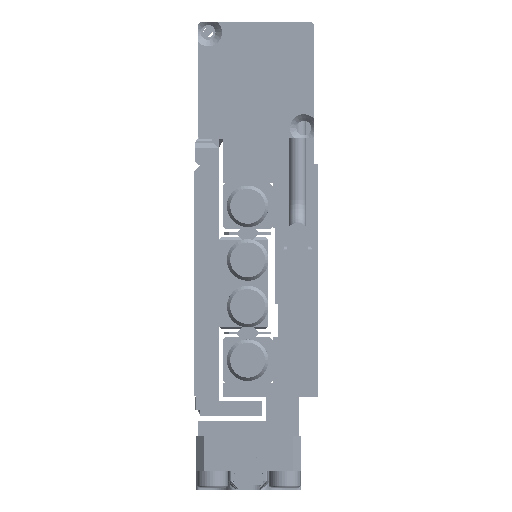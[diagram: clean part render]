
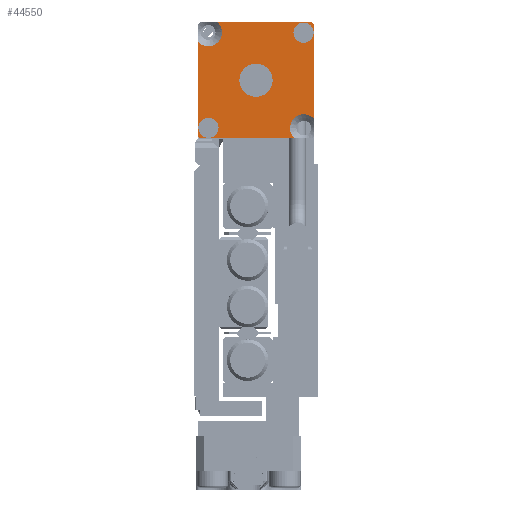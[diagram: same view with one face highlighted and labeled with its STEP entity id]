
A CAD part, left-side view. The second image highlights one B-rep face of the part: STEP entity #44550.
In plain terms, the highlighted face is planar.
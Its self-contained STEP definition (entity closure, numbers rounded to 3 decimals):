
#238 = LINE ( 'NONE', #38821, #48879 ) ;
#369 = VERTEX_POINT ( 'NONE', #19422 ) ;
#563 = LINE ( 'NONE', #39458, #5430 ) ;
#659 = DIRECTION ( 'NONE',  ( 1., 0., 0. ) ) ;
#946 = EDGE_CURVE ( 'NONE', #13720, #52066, #18885, .T. ) ;
#1487 = ORIENTED_EDGE ( 'NONE', *, *, #23980, .F. ) ;
#1687 = VERTEX_POINT ( 'NONE', #9076 ) ;
#3939 = EDGE_CURVE ( 'NONE', #48640, #36075, #35403, .T. ) ;
#4383 = EDGE_CURVE ( 'NONE', #11030, #27931, #238, .T. ) ;
#4875 = CARTESIAN_POINT ( 'NONE',  ( 11.086, -12.75, 30. ) ) ;
#5071 = CARTESIAN_POINT ( 'NONE',  ( 2.499, -12.714, 30. ) ) ;
#5108 = DIRECTION ( 'NONE',  ( 1., 0., 0. ) ) ;
#5321 = ORIENTED_EDGE ( 'NONE', *, *, #3939, .F. ) ;
#5430 = VECTOR ( 'NONE', #40093, 1000. ) ;
#6161 = DIRECTION ( 'NONE',  ( 0., 0., 1. ) ) ;
#6576 = CIRCLE ( 'NONE', #11749, 1.664 ) ;
#7438 = CIRCLE ( 'NONE', #51902, 2. ) ;
#7632 = DIRECTION ( 'NONE',  ( 1., 0., 0. ) ) ;
#8853 = AXIS2_PLACEMENT_3D ( 'NONE', #18505, #38253, #37934 ) ;
#9076 = CARTESIAN_POINT ( 'NONE',  ( 2.914, -1.25, 30. ) ) ;
#9488 = DIRECTION ( 'NONE',  ( 0., 0., 1. ) ) ;
#10049 = CARTESIAN_POINT ( 'NONE',  ( 12.75, -12.75, 30. ) ) ;
#10062 = CARTESIAN_POINT ( 'NONE',  ( 1.25, -1.25, 30. ) ) ;
#10204 = EDGE_CURVE ( 'NONE', #1687, #27931, #6576, .T. ) ;
#10467 = CARTESIAN_POINT ( 'NONE',  ( 0., -13.5, 30. ) ) ;
#10597 = ORIENTED_EDGE ( 'NONE', *, *, #56930, .F. ) ;
#11030 = VERTEX_POINT ( 'NONE', #43837 ) ;
#11509 = CARTESIAN_POINT ( 'NONE',  ( 0.073, -12.714, 30. ) ) ;
#11519 = DIRECTION ( 'NONE',  ( 0., 0., -1. ) ) ;
#11749 = AXIS2_PLACEMENT_3D ( 'NONE', #23967, #58608, #14250 ) ;
#13388 = EDGE_CURVE ( 'NONE', #51226, #19777, #58362, .T. ) ;
#13720 = VERTEX_POINT ( 'NONE', #5071 ) ;
#13840 = CARTESIAN_POINT ( 'NONE',  ( 7., -7., 30. ) ) ;
#13999 = CARTESIAN_POINT ( 'NONE',  ( 14., 0., 30. ) ) ;
#14171 = PLANE ( 'NONE',  #21206 ) ;
#14250 = DIRECTION ( 'NONE',  ( 1., 0., 0. ) ) ;
#14345 = CARTESIAN_POINT ( 'NONE',  ( 7., -7., 30. ) ) ;
#14946 = VERTEX_POINT ( 'NONE', #30430 ) ;
#15208 = ORIENTED_EDGE ( 'NONE', *, *, #13388, .T. ) ;
#15225 = DIRECTION ( 'NONE',  ( 1., 0., 0. ) ) ;
#15282 = CIRCLE ( 'NONE', #31862, 2. ) ;
#15479 = CARTESIAN_POINT ( 'NONE',  ( 11.652, -14., 30. ) ) ;
#15639 = CARTESIAN_POINT ( 'NONE',  ( 12.714, -1.286, 30. ) ) ;
#16894 = CIRCLE ( 'NONE', #32365, 0.5 ) ;
#17202 = EDGE_CURVE ( 'NONE', #19777, #11030, #16894, .T. ) ;
#18505 = CARTESIAN_POINT ( 'NONE',  ( 12.75, -12.75, 30. ) ) ;
#18603 = AXIS2_PLACEMENT_3D ( 'NONE', #20547, #20223, #29294 ) ;
#18885 = CIRCLE ( 'NONE', #63336, 1.213 ) ;
#18918 = CARTESIAN_POINT ( 'NONE',  ( 2.348, 0., 30. ) ) ;
#19034 = FACE_OUTER_BOUND ( 'NONE', #60347, .T. ) ;
#19048 = CARTESIAN_POINT ( 'NONE',  ( 9., -7., 30. ) ) ;
#19422 = CARTESIAN_POINT ( 'NONE',  ( 5., -7., 30. ) ) ;
#19636 = ORIENTED_EDGE ( 'NONE', *, *, #946, .T. ) ;
#19777 = VERTEX_POINT ( 'NONE', #20756 ) ;
#19878 = DIRECTION ( 'NONE',  ( 0., 0., 1. ) ) ;
#20201 = CIRCLE ( 'NONE', #63591, 1.213 ) ;
#20223 = DIRECTION ( 'NONE',  ( 0., 0., 1. ) ) ;
#20455 = DIRECTION ( 'NONE',  ( 1., 0., 0. ) ) ;
#20547 = CARTESIAN_POINT ( 'NONE',  ( 0.5, -13.5, 30. ) ) ;
#20670 = VECTOR ( 'NONE', #23389, 1000. ) ;
#20756 = CARTESIAN_POINT ( 'NONE',  ( 14., -0.5, 30. ) ) ;
#21206 = AXIS2_PLACEMENT_3D ( 'NONE', #33932, #42702, #23559 ) ;
#21457 = VERTEX_POINT ( 'NONE', #30869 ) ;
#22799 = EDGE_LOOP ( 'NONE', ( #39144, #60626 ) ) ;
#22843 = CARTESIAN_POINT ( 'NONE',  ( 1.286, -12.714, 30. ) ) ;
#23389 = DIRECTION ( 'NONE',  ( 0., 1., 0. ) ) ;
#23559 = DIRECTION ( 'NONE',  ( 1., 0., 0. ) ) ;
#23639 = CIRCLE ( 'NONE', #34010, 1.664 ) ;
#23871 = DIRECTION ( 'NONE',  ( 1., 0., 0. ) ) ;
#23967 = CARTESIAN_POINT ( 'NONE',  ( 1.25, -1.25, 30. ) ) ;
#23980 = EDGE_CURVE ( 'NONE', #55976, #14946, #27610, .T. ) ;
#24747 = ORIENTED_EDGE ( 'NONE', *, *, #53139, .T. ) ;
#25035 = AXIS2_PLACEMENT_3D ( 'NONE', #10049, #49557, #15225 ) ;
#27035 = EDGE_CURVE ( 'NONE', #28109, #49736, #57867, .T. ) ;
#27610 = CIRCLE ( 'NONE', #34835, 1.213 ) ;
#27922 = CARTESIAN_POINT ( 'NONE',  ( 12.714, -1.286, 30. ) ) ;
#27931 = VERTEX_POINT ( 'NONE', #18918 ) ;
#28031 = ORIENTED_EDGE ( 'NONE', *, *, #35293, .T. ) ;
#28109 = VERTEX_POINT ( 'NONE', #10467 ) ;
#28436 = ORIENTED_EDGE ( 'NONE', *, *, #4383, .T. ) ;
#28746 = FACE_BOUND ( 'NONE', #48807, .T. ) ;
#29248 = DIRECTION ( 'NONE',  ( 1., 0., 0. ) ) ;
#29266 = DIRECTION ( 'NONE',  ( 1., 0., 0. ) ) ;
#29294 = DIRECTION ( 'NONE',  ( 1., 0., 0. ) ) ;
#30094 = AXIS2_PLACEMENT_3D ( 'NONE', #55559, #11519, #60742 ) ;
#30430 = CARTESIAN_POINT ( 'NONE',  ( 11.501, -1.286, 30. ) ) ;
#30869 = CARTESIAN_POINT ( 'NONE',  ( 0., -2.348, 30. ) ) ;
#31862 = AXIS2_PLACEMENT_3D ( 'NONE', #13840, #48798, #23871 ) ;
#32365 = AXIS2_PLACEMENT_3D ( 'NONE', #39129, #49782, #5108 ) ;
#32368 = EDGE_LOOP ( 'NONE', ( #19636, #24747 ) ) ;
#32566 = DIRECTION ( 'NONE',  ( 1., 0., 0. ) ) ;
#32993 = CARTESIAN_POINT ( 'NONE',  ( 13.927, -1.286, 30. ) ) ;
#33006 = CARTESIAN_POINT ( 'NONE',  ( 14., -11.652, 30. ) ) ;
#33554 = EDGE_CURVE ( 'NONE', #47280, #369, #7438, .T. ) ;
#33932 = CARTESIAN_POINT ( 'NONE',  ( 0., 0., 30. ) ) ;
#34010 = AXIS2_PLACEMENT_3D ( 'NONE', #10062, #6161, #659 ) ;
#34349 = ORIENTED_EDGE ( 'NONE', *, *, #58460, .F. ) ;
#34753 = CIRCLE ( 'NONE', #8853, 1.664 ) ;
#34835 = AXIS2_PLACEMENT_3D ( 'NONE', #27922, #47681, #20455 ) ;
#35293 = EDGE_CURVE ( 'NONE', #21457, #28109, #563, .T. ) ;
#35403 = CIRCLE ( 'NONE', #25035, 1.664 ) ;
#36075 = VERTEX_POINT ( 'NONE', #15479 ) ;
#37826 = FACE_BOUND ( 'NONE', #22799, .T. ) ;
#37934 = DIRECTION ( 'NONE',  ( 1., 0., 0. ) ) ;
#38172 = DIRECTION ( 'NONE',  ( -1., 0., 0. ) ) ;
#38253 = DIRECTION ( 'NONE',  ( 0., 0., 1. ) ) ;
#38821 = CARTESIAN_POINT ( 'NONE',  ( 0., 0., 30. ) ) ;
#39129 = CARTESIAN_POINT ( 'NONE',  ( 13.5, -0.5, 30. ) ) ;
#39144 = ORIENTED_EDGE ( 'NONE', *, *, #63808, .F. ) ;
#39458 = CARTESIAN_POINT ( 'NONE',  ( 0., 0., 30. ) ) ;
#40093 = DIRECTION ( 'NONE',  ( 0., -1., 0. ) ) ;
#41965 = ORIENTED_EDGE ( 'NONE', *, *, #10204, .F. ) ;
#42702 = DIRECTION ( 'NONE',  ( 0., 0., 1. ) ) ;
#43837 = CARTESIAN_POINT ( 'NONE',  ( 13.5, 0., 30. ) ) ;
#44550 = ADVANCED_FACE ( 'NONE', ( #28746, #19034, #37826, #58528 ), #14171, .T. ) ;
#45759 = ORIENTED_EDGE ( 'NONE', *, *, #27035, .T. ) ;
#46740 = ORIENTED_EDGE ( 'NONE', *, *, #49756, .F. ) ;
#46761 = ORIENTED_EDGE ( 'NONE', *, *, #17202, .T. ) ;
#46837 = DIRECTION ( 'NONE',  ( 0., 0., -1. ) ) ;
#47280 = VERTEX_POINT ( 'NONE', #19048 ) ;
#47681 = DIRECTION ( 'NONE',  ( 0., 0., 1. ) ) ;
#48640 = VERTEX_POINT ( 'NONE', #4875 ) ;
#48798 = DIRECTION ( 'NONE',  ( 0., 0., 1. ) ) ;
#48807 = EDGE_LOOP ( 'NONE', ( #1487, #10597 ) ) ;
#48879 = VECTOR ( 'NONE', #38172, 1000. ) ;
#49557 = DIRECTION ( 'NONE',  ( 0., 0., 1. ) ) ;
#49736 = VERTEX_POINT ( 'NONE', #54428 ) ;
#49756 = EDGE_CURVE ( 'NONE', #21457, #1687, #23639, .T. ) ;
#49782 = DIRECTION ( 'NONE',  ( 0., 0., 1. ) ) ;
#51226 = VERTEX_POINT ( 'NONE', #33006 ) ;
#51902 = AXIS2_PLACEMENT_3D ( 'NONE', #14345, #9488, #29248 ) ;
#51981 = CARTESIAN_POINT ( 'NONE',  ( 0., -14., 30. ) ) ;
#52066 = VERTEX_POINT ( 'NONE', #11509 ) ;
#53139 = EDGE_CURVE ( 'NONE', #52066, #13720, #61096, .T. ) ;
#53287 = EDGE_CURVE ( 'NONE', #49736, #36075, #61059, .T. ) ;
#54428 = CARTESIAN_POINT ( 'NONE',  ( 0.5, -14., 30. ) ) ;
#55559 = CARTESIAN_POINT ( 'NONE',  ( 1.286, -12.714, 30. ) ) ;
#55976 = VERTEX_POINT ( 'NONE', #32993 ) ;
#56930 = EDGE_CURVE ( 'NONE', #14946, #55976, #20201, .T. ) ;
#57867 = CIRCLE ( 'NONE', #18603, 0.5 ) ;
#58362 = LINE ( 'NONE', #13999, #20670 ) ;
#58460 = EDGE_CURVE ( 'NONE', #51226, #48640, #34753, .T. ) ;
#58528 = FACE_BOUND ( 'NONE', #32368, .T. ) ;
#58608 = DIRECTION ( 'NONE',  ( 0., 0., 1. ) ) ;
#58748 = ORIENTED_EDGE ( 'NONE', *, *, #53287, .T. ) ;
#60347 = EDGE_LOOP ( 'NONE', ( #46740, #28031, #45759, #58748, #5321, #34349, #15208, #46761, #28436, #41965 ) ) ;
#60626 = ORIENTED_EDGE ( 'NONE', *, *, #33554, .F. ) ;
#60742 = DIRECTION ( 'NONE',  ( 1., 0., 0. ) ) ;
#61059 = LINE ( 'NONE', #51981, #62163 ) ;
#61096 = CIRCLE ( 'NONE', #30094, 1.213 ) ;
#62163 = VECTOR ( 'NONE', #7632, 1000. ) ;
#63336 = AXIS2_PLACEMENT_3D ( 'NONE', #22843, #46837, #32566 ) ;
#63591 = AXIS2_PLACEMENT_3D ( 'NONE', #15639, #19878, #29266 ) ;
#63808 = EDGE_CURVE ( 'NONE', #369, #47280, #15282, .T. ) ;
